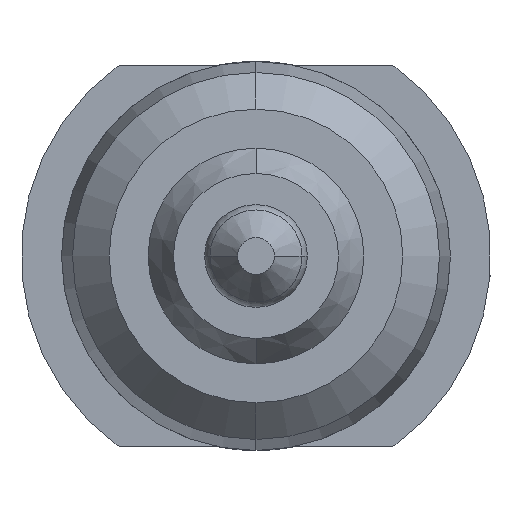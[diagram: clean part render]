
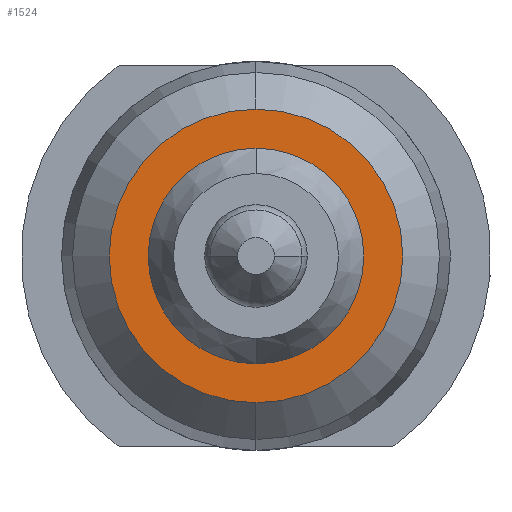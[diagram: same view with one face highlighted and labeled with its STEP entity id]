
A CAD part, front view. The second image highlights one B-rep face of the part: STEP entity #1524.
In plain terms, the highlighted planar face has unit normal (0, -1, 0).
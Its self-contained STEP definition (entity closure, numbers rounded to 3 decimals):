
#72 = DIRECTION ( 'NONE',  ( 0., -1., 0. ) ) ;
#95 = AXIS2_PLACEMENT_3D ( 'NONE', #797, #853, #97 ) ;
#97 = DIRECTION ( 'NONE',  ( 0., 0., -1. ) ) ;
#361 = ORIENTED_EDGE ( 'NONE', *, *, #1362, .F. ) ;
#486 = EDGE_CURVE ( 'Defeature ausgef�hrt1_26+Defeature ausgef�hrt1_2+Defeature ausgef�hrt1_2+Defeature ausgef�hrt1_2', #561, #1592, #2135, .T. ) ;
#561 = VERTEX_POINT ( 'NONE', #2839 ) ;
#566 = CARTESIAN_POINT ( 'NONE',  ( 0., -28., 0. ) ) ;
#706 = EDGE_LOOP ( 'NONE', ( #2549, #1693 ) ) ;
#710 = ORIENTED_EDGE ( 'NONE', *, *, #2110, .F. ) ;
#797 = CARTESIAN_POINT ( 'NONE',  ( -1., -28., 0. ) ) ;
#853 = DIRECTION ( 'NONE',  ( 0., 1., 0. ) ) ;
#896 = DIRECTION ( 'NONE',  ( 0., 1., 0. ) ) ;
#1238 = CARTESIAN_POINT ( 'NONE',  ( 0., -28., 0. ) ) ;
#1262 = DIRECTION ( 'NONE',  ( -1., 0., 0. ) ) ;
#1266 = DIRECTION ( 'NONE',  ( 0., 0., -1. ) ) ;
#1362 = EDGE_CURVE ( 'Defeature ausgef�hrt1_13+Defeature ausgef�hrt1_2+Defeature ausgef�hrt1_2+Defeature ausgef�hrt1_2', #4336, #3617, #2373, .T. ) ;
#1524 = ADVANCED_FACE ( 'Defeature ausgef�hrt1_2', ( #3428, #3013 ), #3773, .F. ) ;
#1592 = VERTEX_POINT ( 'NONE', #3426 ) ;
#1693 = ORIENTED_EDGE ( 'NONE', *, *, #3400, .F. ) ;
#1957 = DIRECTION ( 'NONE',  ( 0., -1., 0. ) ) ;
#2110 = EDGE_CURVE ( 'Defeature ausgef�hrt1_13+Defeature ausgef�hrt1_2+Defeature ausgef�hrt1_2+Defeature ausgef�hrt1_2', #3617, #4336, #4154, .T. ) ;
#2135 = CIRCLE ( 'NONE', #4112, 0.735 ) ;
#2373 = CIRCLE ( 'NONE', #3771, 1. ) ;
#2394 = CARTESIAN_POINT ( 'NONE',  ( 0., -28., -1. ) ) ;
#2549 = ORIENTED_EDGE ( 'NONE', *, *, #486, .F. ) ;
#2814 = DIRECTION ( 'NONE',  ( 0., 1., 0. ) ) ;
#2839 = CARTESIAN_POINT ( 'NONE',  ( 0., -28., 0.735 ) ) ;
#3013 = FACE_OUTER_BOUND ( 'NONE', #4745, .T. ) ;
#3078 = CARTESIAN_POINT ( 'NONE',  ( 0., -28., 0. ) ) ;
#3153 = AXIS2_PLACEMENT_3D ( 'NONE', #4371, #896, #3502 ) ;
#3365 = AXIS2_PLACEMENT_3D ( 'NONE', #3078, #72, #3825 ) ;
#3400 = EDGE_CURVE ( 'Defeature ausgef�hrt1_26+Defeature ausgef�hrt1_2+Defeature ausgef�hrt1_2+Defeature ausgef�hrt1_2', #1592, #561, #4595, .T. ) ;
#3426 = CARTESIAN_POINT ( 'NONE',  ( 0., -28., -0.735 ) ) ;
#3428 = FACE_BOUND ( 'NONE', #706, .T. ) ;
#3502 = DIRECTION ( 'NONE',  ( 0., 0., -1. ) ) ;
#3617 = VERTEX_POINT ( 'NONE', #4236 ) ;
#3771 = AXIS2_PLACEMENT_3D ( 'NONE', #566, #2814, #1266 ) ;
#3773 = PLANE ( 'NONE',  #95 ) ;
#3825 = DIRECTION ( 'NONE',  ( -1., 0., 0. ) ) ;
#4112 = AXIS2_PLACEMENT_3D ( 'NONE', #1238, #1957, #1262 ) ;
#4154 = CIRCLE ( 'NONE', #3153, 1. ) ;
#4236 = CARTESIAN_POINT ( 'NONE',  ( 0., -28., 1. ) ) ;
#4336 = VERTEX_POINT ( 'NONE', #2394 ) ;
#4371 = CARTESIAN_POINT ( 'NONE',  ( 0., -28., 0. ) ) ;
#4595 = CIRCLE ( 'NONE', #3365, 0.735 ) ;
#4745 = EDGE_LOOP ( 'NONE', ( #361, #710 ) ) ;
